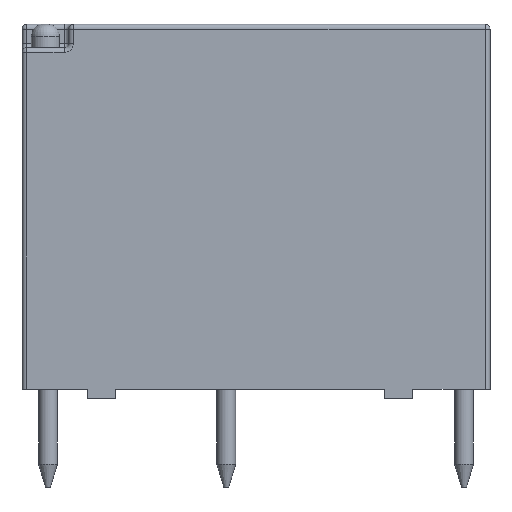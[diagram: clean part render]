
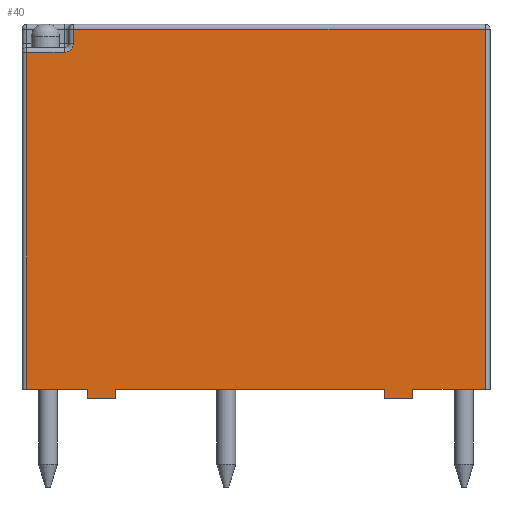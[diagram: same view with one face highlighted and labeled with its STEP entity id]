
A CAD part, front view. The second image highlights one B-rep face of the part: STEP entity #40.
In plain terms, the highlighted planar face has unit normal (0, -1, 0).
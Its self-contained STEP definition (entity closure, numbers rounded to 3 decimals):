
#14 = DIRECTION ( 'NONE',  ( 0., -1., 0. ) ) ;
#40 = ADVANCED_FACE ( 'NONE', ( #859 ), #279, .T. ) ;
#42 = VERTEX_POINT ( 'NONE', #660 ) ;
#47 = VERTEX_POINT ( 'NONE', #1848 ) ;
#50 = DIRECTION ( 'NONE',  ( 1., 0., 0. ) ) ;
#55 = VECTOR ( 'NONE', #1925, 1000. ) ;
#83 = CARTESIAN_POINT ( 'NONE',  ( 5.5, -5., -0.4 ) ) ;
#97 = CARTESIAN_POINT ( 'NONE',  ( -9.8, -5., 0. ) ) ;
#134 = CARTESIAN_POINT ( 'NONE',  ( 5.5, -5., 0. ) ) ;
#149 = CARTESIAN_POINT ( 'NONE',  ( -10., -5., 0. ) ) ;
#150 = EDGE_CURVE ( 'NONE', #2578, #2319, #1132, .T. ) ;
#177 = CARTESIAN_POINT ( 'NONE',  ( -7.8, -5., 14.6 ) ) ;
#187 = CARTESIAN_POINT ( 'NONE',  ( 6.7, -5., 0. ) ) ;
#200 = LINE ( 'NONE', #1600, #2132 ) ;
#215 = CARTESIAN_POINT ( 'NONE',  ( 9.8, -5., 15.4 ) ) ;
#217 = LINE ( 'NONE', #1827, #363 ) ;
#219 = LINE ( 'NONE', #640, #491 ) ;
#220 = VERTEX_POINT ( 'NONE', #187 ) ;
#243 = LINE ( 'NONE', #1046, #457 ) ;
#271 = EDGE_CURVE ( 'NONE', #1376, #1777, #219, .T. ) ;
#274 = EDGE_CURVE ( 'NONE', #1376, #1299, #1445, .T. ) ;
#279 = PLANE ( 'NONE',  #1141 ) ;
#338 = ORIENTED_EDGE ( 'NONE', *, *, #271, .T. ) ;
#363 = VECTOR ( 'NONE', #815, 1000. ) ;
#428 = CARTESIAN_POINT ( 'NONE',  ( 9.8, -5., 0. ) ) ;
#445 = DIRECTION ( 'NONE',  ( 0., -1., 0. ) ) ;
#446 = EDGE_CURVE ( 'NONE', #856, #1077, #618, .T. ) ;
#457 = VECTOR ( 'NONE', #1856, 1000. ) ;
#469 = CARTESIAN_POINT ( 'NONE',  ( -6., -5., -0.4 ) ) ;
#491 = VECTOR ( 'NONE', #2454, 1000. ) ;
#584 = EDGE_CURVE ( 'NONE', #914, #1595, #1478, .T. ) ;
#618 = CIRCLE ( 'NONE', #1528, 0.4 ) ;
#629 = CARTESIAN_POINT ( 'NONE',  ( -7.2, -5., -0.4 ) ) ;
#634 = CARTESIAN_POINT ( 'NONE',  ( 9.8, -5., 0. ) ) ;
#640 = CARTESIAN_POINT ( 'NONE',  ( -6., -5., -0.4 ) ) ;
#644 = CARTESIAN_POINT ( 'NONE',  ( 0., -5., 0. ) ) ;
#645 = VERTEX_POINT ( 'NONE', #134 ) ;
#647 = EDGE_CURVE ( 'NONE', #1361, #47, #934, .T. ) ;
#660 = CARTESIAN_POINT ( 'NONE',  ( -7.8, -5., 15.4 ) ) ;
#675 = ORIENTED_EDGE ( 'NONE', *, *, #584, .T. ) ;
#704 = VERTEX_POINT ( 'NONE', #1708 ) ;
#712 = ORIENTED_EDGE ( 'NONE', *, *, #1582, .T. ) ;
#742 = EDGE_CURVE ( 'NONE', #1595, #42, #1409, .T. ) ;
#760 = DIRECTION ( 'NONE',  ( 0., 0., 1. ) ) ;
#762 = ORIENTED_EDGE ( 'NONE', *, *, #742, .T. ) ;
#815 = DIRECTION ( 'NONE',  ( 0., 0., 1. ) ) ;
#827 = EDGE_CURVE ( 'NONE', #42, #1077, #1999, .T. ) ;
#834 = VECTOR ( 'NONE', #1543, 1000. ) ;
#856 = VERTEX_POINT ( 'NONE', #2460 ) ;
#859 = FACE_OUTER_BOUND ( 'NONE', #1926, .T. ) ;
#875 = DIRECTION ( 'NONE',  ( 1., 0., 0. ) ) ;
#887 = CARTESIAN_POINT ( 'NONE',  ( -9.8, -5., 14.4 ) ) ;
#914 = VERTEX_POINT ( 'NONE', #428 ) ;
#934 = LINE ( 'NONE', #97, #834 ) ;
#1000 = DIRECTION ( 'NONE',  ( 0., 0., 1. ) ) ;
#1005 = DIRECTION ( 'NONE',  ( 1., 0., 0. ) ) ;
#1014 = CARTESIAN_POINT ( 'NONE',  ( 0., -5., 15.4 ) ) ;
#1046 = CARTESIAN_POINT ( 'NONE',  ( -10., -5., 0. ) ) ;
#1077 = VERTEX_POINT ( 'NONE', #1395 ) ;
#1123 = VECTOR ( 'NONE', #760, 1000. ) ;
#1132 = LINE ( 'NONE', #83, #2484 ) ;
#1141 = AXIS2_PLACEMENT_3D ( 'NONE', #644, #14, #875 ) ;
#1163 = VECTOR ( 'NONE', #2216, 1000. ) ;
#1202 = CARTESIAN_POINT ( 'NONE',  ( -7.2, -5., -0.4 ) ) ;
#1223 = CARTESIAN_POINT ( 'NONE',  ( -6., -5., 0. ) ) ;
#1277 = VECTOR ( 'NONE', #1389, 1000. ) ;
#1299 = VERTEX_POINT ( 'NONE', #1202 ) ;
#1323 = ORIENTED_EDGE ( 'NONE', *, *, #1410, .T. ) ;
#1331 = ORIENTED_EDGE ( 'NONE', *, *, #2034, .T. ) ;
#1361 = VERTEX_POINT ( 'NONE', #887 ) ;
#1364 = ORIENTED_EDGE ( 'NONE', *, *, #2190, .T. ) ;
#1376 = VERTEX_POINT ( 'NONE', #469 ) ;
#1389 = DIRECTION ( 'NONE',  ( -1., 0., 0. ) ) ;
#1395 = CARTESIAN_POINT ( 'NONE',  ( -7.8, -5., 14.8 ) ) ;
#1409 = LINE ( 'NONE', #1014, #1277 ) ;
#1410 = EDGE_CURVE ( 'NONE', #220, #914, #243, .T. ) ;
#1445 = LINE ( 'NONE', #629, #1654 ) ;
#1478 = LINE ( 'NONE', #634, #1696 ) ;
#1528 = AXIS2_PLACEMENT_3D ( 'NONE', #1860, #445, #50 ) ;
#1543 = DIRECTION ( 'NONE',  ( 0., 0., -1. ) ) ;
#1580 = CARTESIAN_POINT ( 'NONE',  ( -10., -5., 14.4 ) ) ;
#1582 = EDGE_CURVE ( 'NONE', #47, #704, #200, .T. ) ;
#1595 = VERTEX_POINT ( 'NONE', #215 ) ;
#1600 = CARTESIAN_POINT ( 'NONE',  ( -10., -5., 0. ) ) ;
#1608 = ORIENTED_EDGE ( 'NONE', *, *, #827, .T. ) ;
#1654 = VECTOR ( 'NONE', #1872, 1000. ) ;
#1659 = VECTOR ( 'NONE', #2011, 1000. ) ;
#1673 = DIRECTION ( 'NONE',  ( 0., 0., 1. ) ) ;
#1696 = VECTOR ( 'NONE', #1673, 1000. ) ;
#1708 = CARTESIAN_POINT ( 'NONE',  ( -7.2, -5., 0. ) ) ;
#1713 = ORIENTED_EDGE ( 'NONE', *, *, #274, .F. ) ;
#1714 = LINE ( 'NONE', #1580, #55 ) ;
#1743 = CARTESIAN_POINT ( 'NONE',  ( 5.5, -5., -0.4 ) ) ;
#1748 = EDGE_CURVE ( 'NONE', #1777, #645, #2568, .T. ) ;
#1766 = ORIENTED_EDGE ( 'NONE', *, *, #446, .F. ) ;
#1777 = VERTEX_POINT ( 'NONE', #1223 ) ;
#1784 = CARTESIAN_POINT ( 'NONE',  ( -7.2, -5., -0.4 ) ) ;
#1827 = CARTESIAN_POINT ( 'NONE',  ( 6.7, -5., -0.4 ) ) ;
#1848 = CARTESIAN_POINT ( 'NONE',  ( -9.8, -5., 0. ) ) ;
#1856 = DIRECTION ( 'NONE',  ( 1., 0., 0. ) ) ;
#1860 = CARTESIAN_POINT ( 'NONE',  ( -8.2, -5., 14.8 ) ) ;
#1872 = DIRECTION ( 'NONE',  ( -1., 0., 0. ) ) ;
#1911 = ORIENTED_EDGE ( 'NONE', *, *, #150, .F. ) ;
#1913 = DIRECTION ( 'NONE',  ( -1., 0., 0. ) ) ;
#1925 = DIRECTION ( 'NONE',  ( -1., 0., 0. ) ) ;
#1926 = EDGE_LOOP ( 'NONE', ( #1331, #2327, #712, #1963, #1713, #338, #2299, #2179, #1911, #1364, #1323, #675, #762, #1608, #1766 ) ) ;
#1963 = ORIENTED_EDGE ( 'NONE', *, *, #2569, .F. ) ;
#1990 = LINE ( 'NONE', #2004, #1123 ) ;
#1999 = LINE ( 'NONE', #177, #1659 ) ;
#2004 = CARTESIAN_POINT ( 'NONE',  ( 5.5, -5., -0.4 ) ) ;
#2011 = DIRECTION ( 'NONE',  ( 0., 0., -1. ) ) ;
#2034 = EDGE_CURVE ( 'NONE', #856, #1361, #1714, .T. ) ;
#2075 = EDGE_CURVE ( 'NONE', #2319, #645, #1990, .T. ) ;
#2132 = VECTOR ( 'NONE', #1005, 1000. ) ;
#2179 = ORIENTED_EDGE ( 'NONE', *, *, #2075, .F. ) ;
#2190 = EDGE_CURVE ( 'NONE', #2578, #220, #217, .T. ) ;
#2201 = CARTESIAN_POINT ( 'NONE',  ( 6.7, -5., -0.4 ) ) ;
#2216 = DIRECTION ( 'NONE',  ( 1., 0., 0. ) ) ;
#2299 = ORIENTED_EDGE ( 'NONE', *, *, #1748, .T. ) ;
#2319 = VERTEX_POINT ( 'NONE', #1743 ) ;
#2327 = ORIENTED_EDGE ( 'NONE', *, *, #647, .T. ) ;
#2454 = DIRECTION ( 'NONE',  ( 0., 0., 1. ) ) ;
#2460 = CARTESIAN_POINT ( 'NONE',  ( -8.2, -5., 14.4 ) ) ;
#2484 = VECTOR ( 'NONE', #1913, 1000. ) ;
#2568 = LINE ( 'NONE', #149, #1163 ) ;
#2569 = EDGE_CURVE ( 'NONE', #1299, #704, #2592, .T. ) ;
#2578 = VERTEX_POINT ( 'NONE', #2201 ) ;
#2592 = LINE ( 'NONE', #1784, #2597 ) ;
#2597 = VECTOR ( 'NONE', #1000, 1000. ) ;
